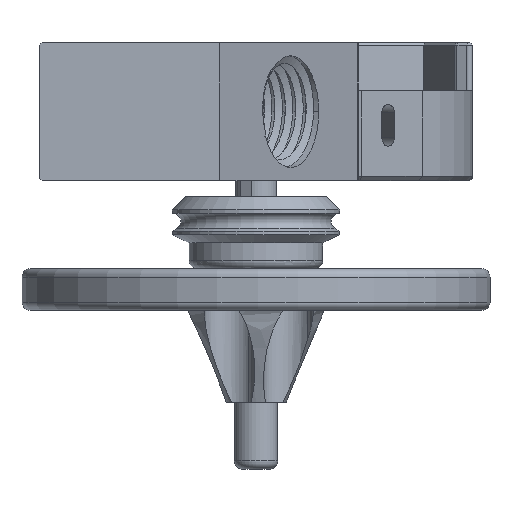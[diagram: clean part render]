
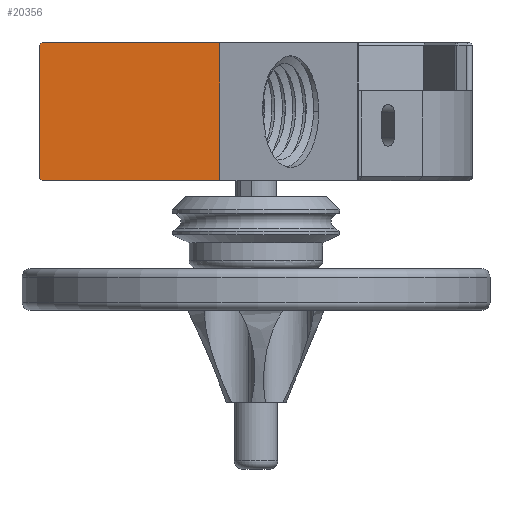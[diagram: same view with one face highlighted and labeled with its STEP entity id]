
A CAD part, left-side view. The second image highlights one B-rep face of the part: STEP entity #20356.
In plain terms, the highlighted face is planar.
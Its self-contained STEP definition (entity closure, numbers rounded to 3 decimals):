
#1174=LINE('',#38080,#2058);
#1181=LINE('',#38099,#2065);
#1182=LINE('',#38132,#2066);
#1205=LINE('',#38188,#2089);
#1220=LINE('',#38259,#2104);
#1228=LINE('',#38276,#2112);
#2058=VECTOR('',#25376,10.);
#2065=VECTOR('',#25391,10.);
#2066=VECTOR('',#25396,10.);
#2089=VECTOR('',#25449,10.);
#2104=VECTOR('',#25504,10.);
#2112=VECTOR('',#25530,10.);
#2740=PLANE('',#22135);
#3470=FACE_OUTER_BOUND('',#4739,.T.);
#4739=EDGE_LOOP('',(#15441,#15442,#15443,#15444,#15445,#15446));
#8596=VERTEX_POINT('',#38077);
#8597=VERTEX_POINT('',#38079);
#8605=VERTEX_POINT('',#38097);
#8608=VERTEX_POINT('',#38130);
#8609=VERTEX_POINT('',#38131);
#8627=VERTEX_POINT('',#38186);
#11001=EDGE_CURVE('',#8596,#8597,#1174,.T.);
#11011=EDGE_CURVE('',#8596,#8605,#1181,.T.);
#11015=EDGE_CURVE('',#8608,#8609,#1182,.T.);
#11044=EDGE_CURVE('',#8627,#8608,#1205,.T.);
#11072=EDGE_CURVE('',#8597,#8627,#1220,.T.);
#11081=EDGE_CURVE('',#8605,#8609,#1228,.T.);
#15441=ORIENTED_EDGE('',*,*,#11015,.F.);
#15442=ORIENTED_EDGE('',*,*,#11044,.F.);
#15443=ORIENTED_EDGE('',*,*,#11072,.F.);
#15444=ORIENTED_EDGE('',*,*,#11001,.F.);
#15445=ORIENTED_EDGE('',*,*,#11011,.T.);
#15446=ORIENTED_EDGE('',*,*,#11081,.T.);
#20356=ADVANCED_FACE('',(#3470),#2740,.T.);
#22135=AXIS2_PLACEMENT_3D('',#38275,#25528,#25529);
#25376=DIRECTION('',(0.,-1.,0.));
#25391=DIRECTION('',(0.,0.,1.));
#25396=DIRECTION('',(0.,0.707,0.707));
#25449=DIRECTION('',(0.,0.,1.));
#25504=DIRECTION('',(0.,-0.707,0.707));
#25528=DIRECTION('center_axis',(1.,0.,0.));
#25529=DIRECTION('ref_axis',(0.,-1.,0.));
#25530=DIRECTION('',(0.,-1.,0.));
#38077=CARTESIAN_POINT('',(51.25,-4.322,-2.5));
#38079=CARTESIAN_POINT('',(51.25,-25.6,-2.5));
#38080=CARTESIAN_POINT('',(51.25,-5.48,-2.5));
#38097=CARTESIAN_POINT('',(51.25,-4.322,14.));
#38099=CARTESIAN_POINT('',(51.25,-4.322,0.));
#38130=CARTESIAN_POINT('',(51.25,-25.9,13.7));
#38131=CARTESIAN_POINT('',(51.25,-25.6,14.));
#38132=CARTESIAN_POINT('',(51.25,-23.855,15.745));
#38186=CARTESIAN_POINT('',(51.25,-25.9,-2.2));
#38188=CARTESIAN_POINT('',(51.25,-25.9,0.));
#38259=CARTESIAN_POINT('',(51.25,-20.98,-7.12));
#38275=CARTESIAN_POINT('Origin',(51.25,-4.322,0.));
#38276=CARTESIAN_POINT('',(51.25,-16.269,14.));
